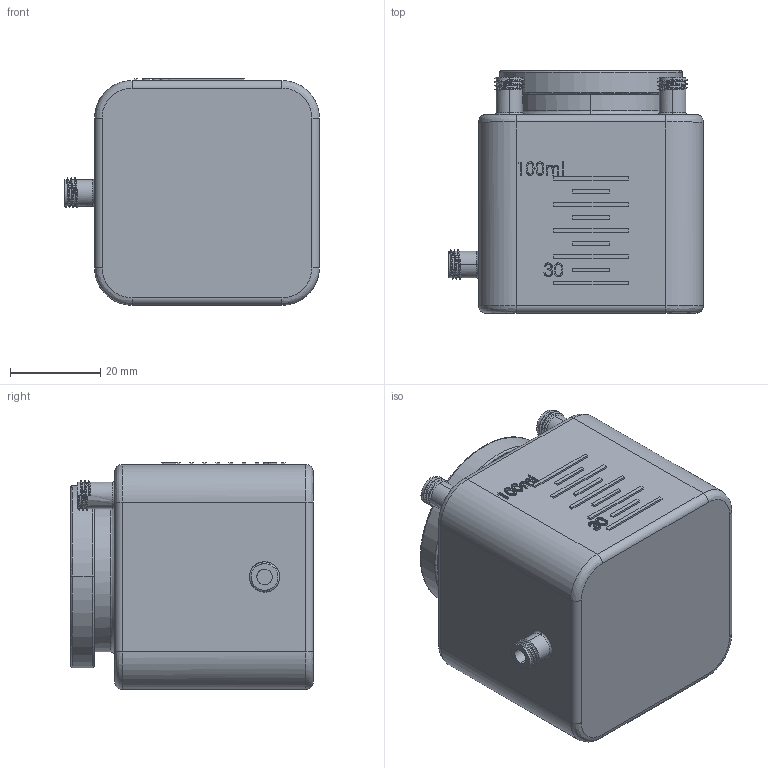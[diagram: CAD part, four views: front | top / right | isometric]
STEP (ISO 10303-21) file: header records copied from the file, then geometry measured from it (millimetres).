
FILE_DESCRIPTION(('FreeCAD Model'),'2;1');
FILE_NAME('Open CASCADE Shape Model','2025-04-26T19:20:25',('FreeCAD'),( 'FreeCAD'),'Open CASCADE STEP processor 7.6','FreeCAD','Unknown');
FILE_SCHEMA(('AUTOMOTIVE_DESIGN { 1 0 10303 214 1 1 1 1 }'));
Length unit declared in the file: millimetre
Products named in the file (1): Open CASCADE STEP translator 7.6 1
Bounding box: 56.49 x 53.77 x 50.26 mm (x, y, z)
Volume: 13755.5 mm3; surface area: 32729 mm2
Topology: 3 solids, 3 shells, 298 faces, 706 edges, 443 vertices
Faces by surface type: bspline 298
Entity records: 13269 total; most frequent: CARTESIAN_POINT 9108, ORIENTED_EDGE 1412, EDGE_CURVE 706, B_SPLINE_CURVE_WITH_KNOTS 452, VERTEX_POINT 443, FACE_BOUND 335, EDGE_LOOP 335, ADVANCED_FACE 298
